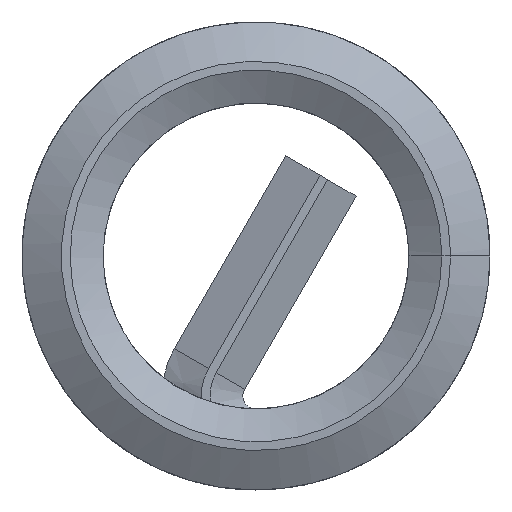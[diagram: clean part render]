
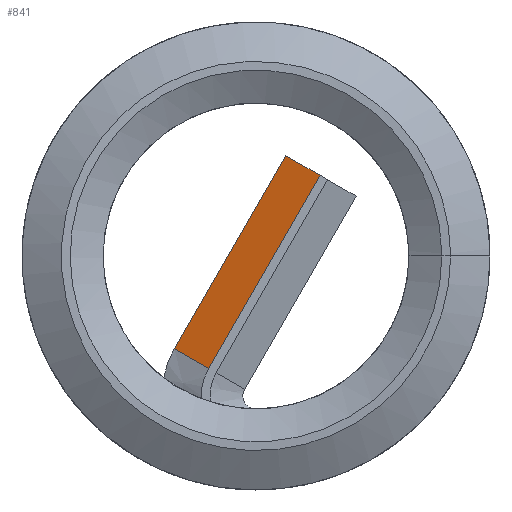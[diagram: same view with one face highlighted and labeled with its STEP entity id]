
A CAD part, front view. The second image highlights one B-rep face of the part: STEP entity #841.
In plain terms, the highlighted planar face has unit normal (-0.433, -0.866, 0.25).
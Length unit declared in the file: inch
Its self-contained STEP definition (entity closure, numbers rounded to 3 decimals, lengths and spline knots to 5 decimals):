
#80 = LINE ( 'NONE', #3051, #5464 ) ;
#578 = DIRECTION ( 'NONE',  ( 0.75, -0.5, -0.433 ) ) ;
#636 = LINE ( 'NONE', #1611, #5961 ) ;
#780 = CARTESIAN_POINT ( 'NONE',  ( 0.03523, 0.79911, 0.11815 ) ) ;
#841 = ADVANCED_FACE ( 'NONE', ( #1627 ), #2570, .F. ) ;
#906 = VERTEX_POINT ( 'NONE', #5007 ) ;
#1070 = EDGE_CURVE ( 'NONE', #1996, #2256, #636, .T. ) ;
#1176 = CARTESIAN_POINT ( 'NONE',  ( -0.09602, 0.79911, -0.10919 ) ) ;
#1281 = DIRECTION ( 'NONE',  ( -0.5, 0., -0.866 ) ) ;
#1584 = DIRECTION ( 'NONE',  ( -0.5, 0., -0.866 ) ) ;
#1611 = CARTESIAN_POINT ( 'NONE',  ( -0.09602, 0.79911, -0.10919 ) ) ;
#1627 = FACE_OUTER_BOUND ( 'NONE', #4854, .T. ) ;
#1996 = VERTEX_POINT ( 'NONE', #1176 ) ;
#2026 = ORIENTED_EDGE ( 'NONE', *, *, #1070, .T. ) ;
#2143 = EDGE_CURVE ( 'NONE', #906, #4171, #4436, .T. ) ;
#2256 = VERTEX_POINT ( 'NONE', #3573 ) ;
#2552 = DIRECTION ( 'NONE',  ( 0.75, -0.5, -0.433 ) ) ;
#2570 = PLANE ( 'NONE',  #3648 ) ;
#2784 = ORIENTED_EDGE ( 'NONE', *, *, #4592, .T. ) ;
#3051 = CARTESIAN_POINT ( 'NONE',  ( 0.07541, 0.77232, 0.09495 ) ) ;
#3067 = CARTESIAN_POINT ( 'NONE',  ( 0.07541, 0.77232, 0.09495 ) ) ;
#3157 = LINE ( 'NONE', #780, #5260 ) ;
#3403 = ORIENTED_EDGE ( 'NONE', *, *, #3442, .F. ) ;
#3442 = EDGE_CURVE ( 'NONE', #4171, #2256, #80, .T. ) ;
#3573 = CARTESIAN_POINT ( 'NONE',  ( -0.05584, 0.77232, -0.13238 ) ) ;
#3648 = AXIS2_PLACEMENT_3D ( 'NONE', #3977, #5861, #5450 ) ;
#3689 = ORIENTED_EDGE ( 'NONE', *, *, #2143, .F. ) ;
#3960 = CARTESIAN_POINT ( 'NONE',  ( 0.03523, 0.79911, 0.11815 ) ) ;
#3977 = CARTESIAN_POINT ( 'NONE',  ( 0.03523, 0.79911, 0.11815 ) ) ;
#4171 = VERTEX_POINT ( 'NONE', #3067 ) ;
#4436 = LINE ( 'NONE', #3960, #4858 ) ;
#4592 = EDGE_CURVE ( 'NONE', #906, #1996, #3157, .T. ) ;
#4854 = EDGE_LOOP ( 'NONE', ( #2026, #3403, #3689, #2784 ) ) ;
#4858 = VECTOR ( 'NONE', #578, 39.37008 ) ;
#5007 = CARTESIAN_POINT ( 'NONE',  ( 0.03523, 0.79911, 0.11815 ) ) ;
#5260 = VECTOR ( 'NONE', #1281, 39.37008 ) ;
#5450 = DIRECTION ( 'NONE',  ( -0.894, 0.447, 0. ) ) ;
#5464 = VECTOR ( 'NONE', #1584, 39.37008 ) ;
#5861 = DIRECTION ( 'NONE',  ( 0.433, 0.866, -0.25 ) ) ;
#5961 = VECTOR ( 'NONE', #2552, 39.37008 ) ;
